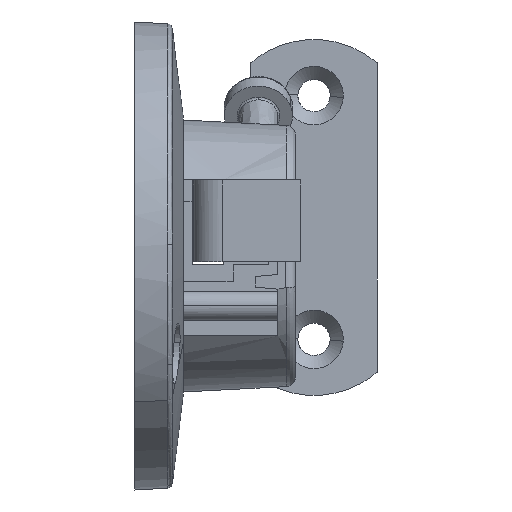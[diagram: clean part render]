
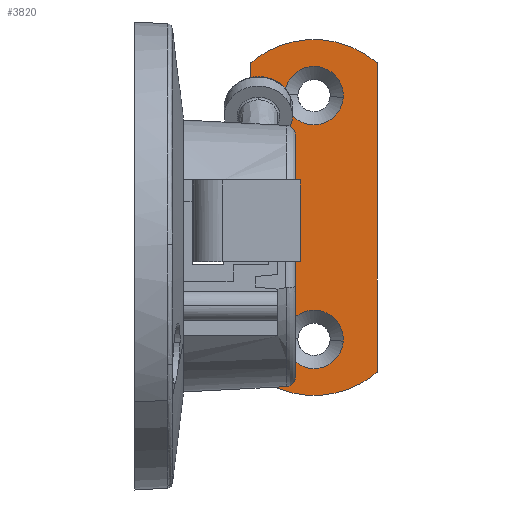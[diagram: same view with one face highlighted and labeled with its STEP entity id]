
A CAD part, left-side view. The second image highlights one B-rep face of the part: STEP entity #3820.
In plain terms, the highlighted free-form (B-spline) face has degree [1, 1] with [2, 2] control points.
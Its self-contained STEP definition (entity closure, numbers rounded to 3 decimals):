
#2734=CARTESIAN_POINT('',(100.,-15.406,16.633));
#2735=VERTEX_POINT('',#2734);
#2741=CARTESIAN_POINT('',(100.,-18.4,13.45));
#2742=VERTEX_POINT('',#2741);
#2743=CARTESIAN_POINT('',(100.,-15.406,16.633));
#2744=CARTESIAN_POINT('',(100.,-15.4,16.542));
#2745=CARTESIAN_POINT('',(100.,-15.4,16.45));
#2746=CARTESIAN_POINT('',(100.,-15.4,13.45));
#2747=CARTESIAN_POINT('',(100.,-18.4,13.45));
#2755=(BOUNDED_CURVE()B_SPLINE_CURVE(2,(#2743,#2744,#2745,#2746,#2747),.UNSPECIFIED.,.F.,.U.)B_SPLINE_CURVE_WITH_KNOTS((3,2,3),(0.239,0.25,0.5),.UNSPECIFIED.)CURVE()GEOMETRIC_REPRESENTATION_ITEM()RATIONAL_B_SPLINE_CURVE((0.976,0.988,1.0,0.707,1.0))REPRESENTATION_ITEM(''));
#2756=EDGE_CURVE('',#2735,#2742,#2755,.T.);
#2758=CARTESIAN_POINT('',(100.,-21.394,16.267));
#2759=VERTEX_POINT('',#2758);
#2760=CARTESIAN_POINT('',(100.,-18.4,13.45));
#2761=CARTESIAN_POINT('',(100.,-21.222,13.45));
#2762=CARTESIAN_POINT('',(100.,-21.394,16.267));
#2770=(BOUNDED_CURVE()B_SPLINE_CURVE(2,(#2760,#2761,#2762),.UNSPECIFIED.,.F.,.U.)B_SPLINE_CURVE_WITH_KNOTS((3,3),(0.5,0.739),.UNSPECIFIED.)CURVE()GEOMETRIC_REPRESENTATION_ITEM()RATIONAL_B_SPLINE_CURVE((1.0,0.72,0.976))REPRESENTATION_ITEM(''));
#2771=EDGE_CURVE('',#2742,#2759,#2770,.T.);
#2804=CARTESIAN_POINT('',(100.,-18.4,19.45));
#2805=VERTEX_POINT('',#2804);
#2806=CARTESIAN_POINT('',(100.,-21.394,16.267));
#2807=CARTESIAN_POINT('',(100.,-21.4,16.358));
#2808=CARTESIAN_POINT('',(100.,-21.4,16.45));
#2809=CARTESIAN_POINT('',(100.,-21.4,19.45));
#2810=CARTESIAN_POINT('',(100.,-18.4,19.45));
#2818=(BOUNDED_CURVE()B_SPLINE_CURVE(2,(#2806,#2807,#2808,#2809,#2810),.UNSPECIFIED.,.F.,.U.)B_SPLINE_CURVE_WITH_KNOTS((3,2,3),(0.739,0.75,1.0),.UNSPECIFIED.)CURVE()GEOMETRIC_REPRESENTATION_ITEM()RATIONAL_B_SPLINE_CURVE((0.976,0.988,1.0,0.707,1.0))REPRESENTATION_ITEM(''));
#2819=EDGE_CURVE('',#2759,#2805,#2818,.T.);
#2821=CARTESIAN_POINT('',(100.,-18.4,19.45));
#2822=CARTESIAN_POINT('',(100.,-15.578,19.45));
#2823=CARTESIAN_POINT('',(100.,-15.406,16.633));
#2831=(BOUNDED_CURVE()B_SPLINE_CURVE(2,(#2821,#2822,#2823),.UNSPECIFIED.,.F.,.U.)B_SPLINE_CURVE_WITH_KNOTS((3,3),(0.0,0.239),.UNSPECIFIED.)CURVE()GEOMETRIC_REPRESENTATION_ITEM()RATIONAL_B_SPLINE_CURVE((1.0,0.72,0.976))REPRESENTATION_ITEM(''));
#2832=EDGE_CURVE('',#2805,#2735,#2831,.T.);
#3070=CARTESIAN_POINT('',(100.,-15.406,-8.367));
#3071=VERTEX_POINT('',#3070);
#3077=CARTESIAN_POINT('',(100.,-18.4,-11.55));
#3078=VERTEX_POINT('',#3077);
#3079=CARTESIAN_POINT('',(100.,-15.406,-8.367));
#3080=CARTESIAN_POINT('',(100.,-15.4,-8.458));
#3081=CARTESIAN_POINT('',(100.,-15.4,-8.55));
#3082=CARTESIAN_POINT('',(100.,-15.4,-11.55));
#3083=CARTESIAN_POINT('',(100.,-18.4,-11.55));
#3091=(BOUNDED_CURVE()B_SPLINE_CURVE(2,(#3079,#3080,#3081,#3082,#3083),.UNSPECIFIED.,.F.,.U.)B_SPLINE_CURVE_WITH_KNOTS((3,2,3),(0.239,0.25,0.5),.UNSPECIFIED.)CURVE()GEOMETRIC_REPRESENTATION_ITEM()RATIONAL_B_SPLINE_CURVE((0.976,0.988,1.0,0.707,1.0))REPRESENTATION_ITEM(''));
#3092=EDGE_CURVE('',#3071,#3078,#3091,.T.);
#3094=CARTESIAN_POINT('',(100.,-21.394,-8.733));
#3095=VERTEX_POINT('',#3094);
#3096=CARTESIAN_POINT('',(100.,-18.4,-11.55));
#3097=CARTESIAN_POINT('',(100.,-21.222,-11.55));
#3098=CARTESIAN_POINT('',(100.,-21.394,-8.733));
#3106=(BOUNDED_CURVE()B_SPLINE_CURVE(2,(#3096,#3097,#3098),.UNSPECIFIED.,.F.,.U.)B_SPLINE_CURVE_WITH_KNOTS((3,3),(0.5,0.739),.UNSPECIFIED.)CURVE()GEOMETRIC_REPRESENTATION_ITEM()RATIONAL_B_SPLINE_CURVE((1.0,0.72,0.976))REPRESENTATION_ITEM(''));
#3107=EDGE_CURVE('',#3078,#3095,#3106,.T.);
#3140=CARTESIAN_POINT('',(100.,-18.4,-5.55));
#3141=VERTEX_POINT('',#3140);
#3142=CARTESIAN_POINT('',(100.,-21.394,-8.733));
#3143=CARTESIAN_POINT('',(100.,-21.4,-8.642));
#3144=CARTESIAN_POINT('',(100.,-21.4,-8.55));
#3145=CARTESIAN_POINT('',(100.,-21.4,-5.55));
#3146=CARTESIAN_POINT('',(100.,-18.4,-5.55));
#3154=(BOUNDED_CURVE()B_SPLINE_CURVE(2,(#3142,#3143,#3144,#3145,#3146),.UNSPECIFIED.,.F.,.U.)B_SPLINE_CURVE_WITH_KNOTS((3,2,3),(0.739,0.75,1.0),.UNSPECIFIED.)CURVE()GEOMETRIC_REPRESENTATION_ITEM()RATIONAL_B_SPLINE_CURVE((0.976,0.988,1.0,0.707,1.0))REPRESENTATION_ITEM(''));
#3155=EDGE_CURVE('',#3095,#3141,#3154,.T.);
#3157=CARTESIAN_POINT('',(100.,-18.4,-5.55));
#3158=CARTESIAN_POINT('',(100.,-15.578,-5.55));
#3159=CARTESIAN_POINT('',(100.,-15.406,-8.367));
#3167=(BOUNDED_CURVE()B_SPLINE_CURVE(2,(#3157,#3158,#3159),.UNSPECIFIED.,.F.,.U.)B_SPLINE_CURVE_WITH_KNOTS((3,3),(0.0,0.239),.UNSPECIFIED.)CURVE()GEOMETRIC_REPRESENTATION_ITEM()RATIONAL_B_SPLINE_CURVE((1.0,0.72,0.976))REPRESENTATION_ITEM(''));
#3168=EDGE_CURVE('',#3141,#3071,#3167,.T.);
#3595=CARTESIAN_POINT('',(100.,-24.9,19.799));
#3596=VERTEX_POINT('',#3595);
#3602=CARTESIAN_POINT('',(100.,-24.9,-11.899));
#3603=VERTEX_POINT('',#3602);
#3604=CARTESIAN_POINT('',(100.,-24.9,-11.899));
#3605=CARTESIAN_POINT('',(100.,-24.9,19.799));
#3606=QUASI_UNIFORM_CURVE('',1,(#3604,#3605),.UNSPECIFIED.,.F.,.U.);
#3607=EDGE_CURVE('',#3603,#3596,#3606,.T.);
#3633=CARTESIAN_POINT('',(100.,-11.9,-11.899));
#3634=VERTEX_POINT('',#3633);
#3635=CARTESIAN_POINT('',(100.,-11.9,-11.899));
#3636=CARTESIAN_POINT('',(100.,-18.4,-17.459));
#3637=CARTESIAN_POINT('',(100.,-24.9,-11.899));
#3645=(BOUNDED_CURVE()B_SPLINE_CURVE(2,(#3635,#3636,#3637),.UNSPECIFIED.,.F.,.U.)CURVE()GEOMETRIC_REPRESENTATION_ITEM()QUASI_UNIFORM_CURVE()RATIONAL_B_SPLINE_CURVE((1.0,0.76,1.0))REPRESENTATION_ITEM(''));
#3646=EDGE_CURVE('',#3634,#3603,#3645,.T.);
#3663=CARTESIAN_POINT('',(100.,-11.9,-2.55));
#3664=VERTEX_POINT('',#3663);
#3665=CARTESIAN_POINT('',(100.,-11.9,-2.55));
#3666=CARTESIAN_POINT('',(100.,-11.9,-11.899));
#3667=QUASI_UNIFORM_CURVE('',1,(#3665,#3666),.UNSPECIFIED.,.F.,.U.);
#3668=EDGE_CURVE('',#3664,#3634,#3667,.T.);
#3702=CARTESIAN_POINT('',(100.,-11.9,10.45));
#3703=VERTEX_POINT('',#3702);
#3725=CARTESIAN_POINT('',(100.,-11.9,19.799));
#3726=VERTEX_POINT('',#3725);
#3727=CARTESIAN_POINT('',(100.,-11.9,19.799));
#3728=CARTESIAN_POINT('',(100.,-11.9,10.45));
#3729=QUASI_UNIFORM_CURVE('',1,(#3727,#3728),.UNSPECIFIED.,.F.,.U.);
#3730=EDGE_CURVE('',#3726,#3703,#3729,.T.);
#3756=CARTESIAN_POINT('',(100.,-24.9,19.799));
#3757=CARTESIAN_POINT('',(100.,-18.4,25.359));
#3758=CARTESIAN_POINT('',(100.,-11.9,19.799));
#3766=(BOUNDED_CURVE()B_SPLINE_CURVE(2,(#3756,#3757,#3758),.UNSPECIFIED.,.F.,.U.)CURVE()GEOMETRIC_REPRESENTATION_ITEM()QUASI_UNIFORM_CURVE()RATIONAL_B_SPLINE_CURVE((1.0,0.76,1.0))REPRESENTATION_ITEM(''));
#3767=EDGE_CURVE('',#3596,#3726,#3766,.T.);
#3779=CARTESIAN_POINT('',(100.,-11.9,10.45));
#3780=CARTESIAN_POINT('',(100.,-11.9,-2.55));
#3781=QUASI_UNIFORM_CURVE('',1,(#3779,#3780),.UNSPECIFIED.,.F.,.U.);
#3782=EDGE_CURVE('',#3703,#3664,#3781,.T.);
#3795=CARTESIAN_POINT('',(100.,-11.251,-16.123));
#3796=CARTESIAN_POINT('',(100.,-25.549,-16.123));
#3797=CARTESIAN_POINT('',(100.,-11.251,24.023));
#3798=CARTESIAN_POINT('',(100.,-25.549,24.023));
#3799=B_SPLINE_SURFACE_WITH_KNOTS('',1,1,((#3795,#3797),(#3796,#3798)),.UNSPECIFIED.,.F.,.F.,.U.,(2,2),(2,2),(0.0,14.299),(0.0,40.146),.UNSPECIFIED.);
#3800=ORIENTED_EDGE('',*,*,#3782,.T.);
#3801=ORIENTED_EDGE('',*,*,#3668,.T.);
#3802=ORIENTED_EDGE('',*,*,#3646,.T.);
#3803=ORIENTED_EDGE('',*,*,#3607,.T.);
#3804=ORIENTED_EDGE('',*,*,#3767,.T.);
#3805=ORIENTED_EDGE('',*,*,#3730,.T.);
#3806=EDGE_LOOP('',(#3800,#3801,#3802,#3803,#3804,#3805));
#3807=FACE_OUTER_BOUND('',#3806,.T.);
#3808=ORIENTED_EDGE('',*,*,#3107,.F.);
#3809=ORIENTED_EDGE('',*,*,#3092,.F.);
#3810=ORIENTED_EDGE('',*,*,#3168,.F.);
#3811=ORIENTED_EDGE('',*,*,#3155,.F.);
#3812=EDGE_LOOP('',(#3808,#3809,#3810,#3811));
#3813=FACE_BOUND('',#3812,.T.);
#3814=ORIENTED_EDGE('',*,*,#2771,.F.);
#3815=ORIENTED_EDGE('',*,*,#2756,.F.);
#3816=ORIENTED_EDGE('',*,*,#2832,.F.);
#3817=ORIENTED_EDGE('',*,*,#2819,.F.);
#3818=EDGE_LOOP('',(#3814,#3815,#3816,#3817));
#3819=FACE_BOUND('',#3818,.T.);
#3820=ADVANCED_FACE('',(#3807,#3813,#3819),#3799,.T.);
